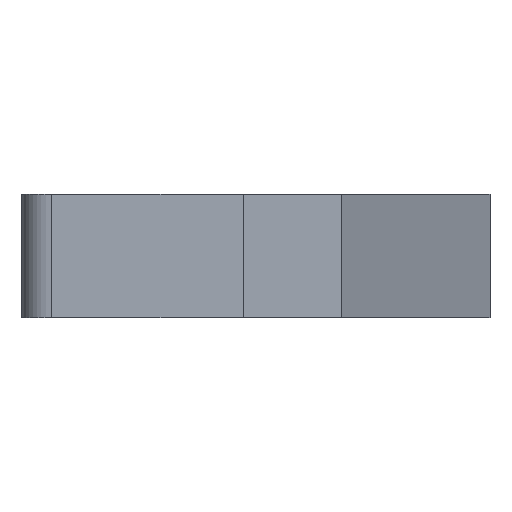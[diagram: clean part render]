
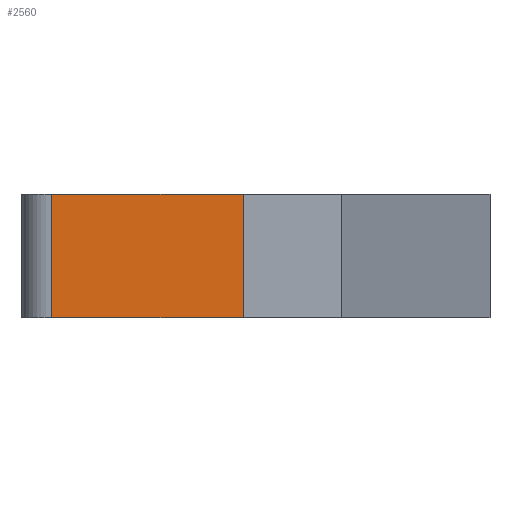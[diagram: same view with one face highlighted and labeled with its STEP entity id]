
A CAD part, left-side view. The second image highlights one B-rep face of the part: STEP entity #2560.
In plain terms, the highlighted planar face has unit normal (-1, 0, 0).
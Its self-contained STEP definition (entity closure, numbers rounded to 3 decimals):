
#56 = VERTEX_POINT ( 'NONE', #1729 ) ;
#214 = DIRECTION ( 'NONE',  ( 0., -1., 0. ) ) ;
#304 = CARTESIAN_POINT ( 'NONE',  ( -72.5, -123.074, 313.369 ) ) ;
#373 = EDGE_CURVE ( 'NONE', #1990, #56, #1303, .T. ) ;
#626 = LINE ( 'NONE', #1317, #2184 ) ;
#820 = VECTOR ( 'NONE', #2869, 1000. ) ;
#906 = CARTESIAN_POINT ( 'NONE',  ( -72.5, 152.5, -8. ) ) ;
#1027 = EDGE_CURVE ( 'NONE', #56, #1121, #1214, .T. ) ;
#1078 = CARTESIAN_POINT ( 'NONE',  ( -72.5, -142.5, 4.5 ) ) ;
#1121 = VERTEX_POINT ( 'NONE', #1078 ) ;
#1214 = LINE ( 'NONE', #1487, #3018 ) ;
#1303 = LINE ( 'NONE', #304, #820 ) ;
#1317 = CARTESIAN_POINT ( 'NONE',  ( -72.5, -142.5, 313.369 ) ) ;
#1449 = EDGE_CURVE ( 'NONE', #1990, #1793, #3206, .T. ) ;
#1457 = DIRECTION ( 'NONE',  ( 0., -1., 0. ) ) ;
#1462 = DIRECTION ( 'NONE',  ( 0., -1., 0. ) ) ;
#1487 = CARTESIAN_POINT ( 'NONE',  ( -72.5, 152.5, 4.5 ) ) ;
#1716 = PLANE ( 'NONE',  #2959 ) ;
#1729 = CARTESIAN_POINT ( 'NONE',  ( -72.5, -123.074, 4.5 ) ) ;
#1752 = VECTOR ( 'NONE', #1457, 1000. ) ;
#1793 = VERTEX_POINT ( 'NONE', #2167 ) ;
#1796 = ORIENTED_EDGE ( 'NONE', *, *, #1027, .F. ) ;
#1893 = ORIENTED_EDGE ( 'NONE', *, *, #1449, .T. ) ;
#1922 = ORIENTED_EDGE ( 'NONE', *, *, #2199, .T. ) ;
#1990 = VERTEX_POINT ( 'NONE', #2726 ) ;
#2167 = CARTESIAN_POINT ( 'NONE',  ( -72.5, -142.5, -8. ) ) ;
#2184 = VECTOR ( 'NONE', #3113, 1000. ) ;
#2199 = EDGE_CURVE ( 'NONE', #1793, #1121, #626, .T. ) ;
#2220 = CARTESIAN_POINT ( 'NONE',  ( -72.5, 152.5, 313.369 ) ) ;
#2251 = DIRECTION ( 'NONE',  ( -1., 0., 0. ) ) ;
#2270 = EDGE_LOOP ( 'NONE', ( #1893, #1922, #1796, #3179 ) ) ;
#2560 = ADVANCED_FACE ( 'NONE', ( #2862 ), #1716, .T. ) ;
#2726 = CARTESIAN_POINT ( 'NONE',  ( -72.5, -123.074, -8. ) ) ;
#2862 = FACE_OUTER_BOUND ( 'NONE', #2270, .T. ) ;
#2869 = DIRECTION ( 'NONE',  ( 0., 0., 1. ) ) ;
#2959 = AXIS2_PLACEMENT_3D ( 'NONE', #2220, #2251, #214 ) ;
#3018 = VECTOR ( 'NONE', #1462, 1000. ) ;
#3113 = DIRECTION ( 'NONE',  ( 0., 0., 1. ) ) ;
#3179 = ORIENTED_EDGE ( 'NONE', *, *, #373, .F. ) ;
#3206 = LINE ( 'NONE', #906, #1752 ) ;
